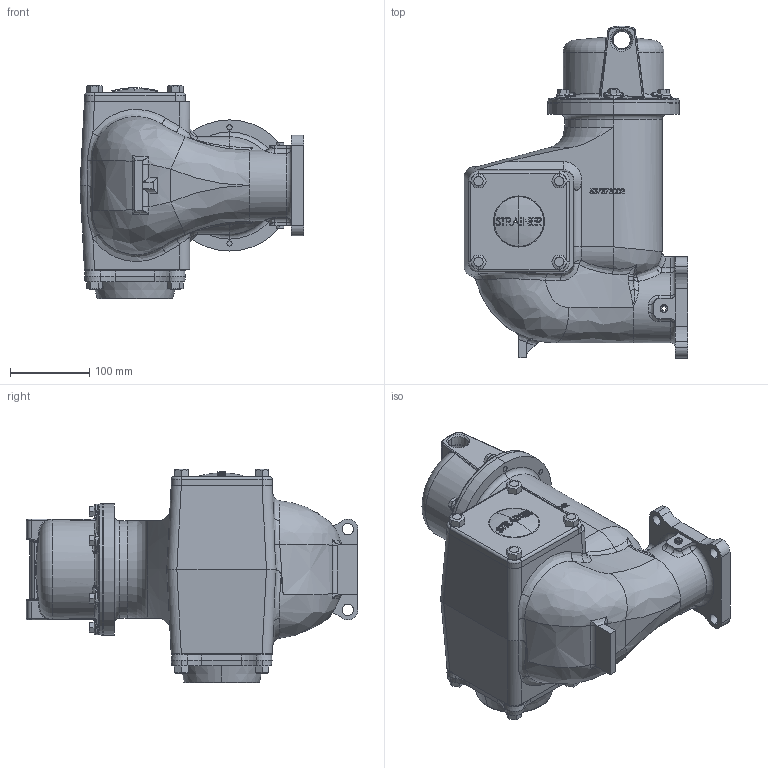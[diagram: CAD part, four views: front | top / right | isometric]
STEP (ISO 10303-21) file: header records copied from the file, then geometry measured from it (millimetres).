
FILE_DESCRIPTION (( 'STEP AP214' ), '1' );
FILE_NAME ('T3A.STEP', '2020-04-09T07:21:35', ( '' ), ( '' ), 'SwSTEP 2.0', 'SolidWorks 2014', '' );
FILE_SCHEMA (( 'AUTOMOTIVE_DESIGN' ));
Length unit declared in the file: millimetre
Products named in the file (1): T3A
Bounding box: 281.76 x 417.53 x 269.05 mm (x, y, z)
Surface area: 472690.3 mm2 (no closed solid volume)
Topology: 0 solids, 30 shells, 879 faces, 2575 edges, 1677 vertices
Faces by surface type: plane 291, bspline 219, cylinder 151, cone 105, torus 75, sphere 38
Entity records: 55956 total; most frequent: CARTESIAN_POINT 24933, ORIENTED_EDGE 4446, DIRECTION 4091, EDGE_CURVE 2558, VERTEX_POINT 1677, AXIS2_PLACEMENT_3D 1594, EDGE_LOOP 967, CIRCLE 933
